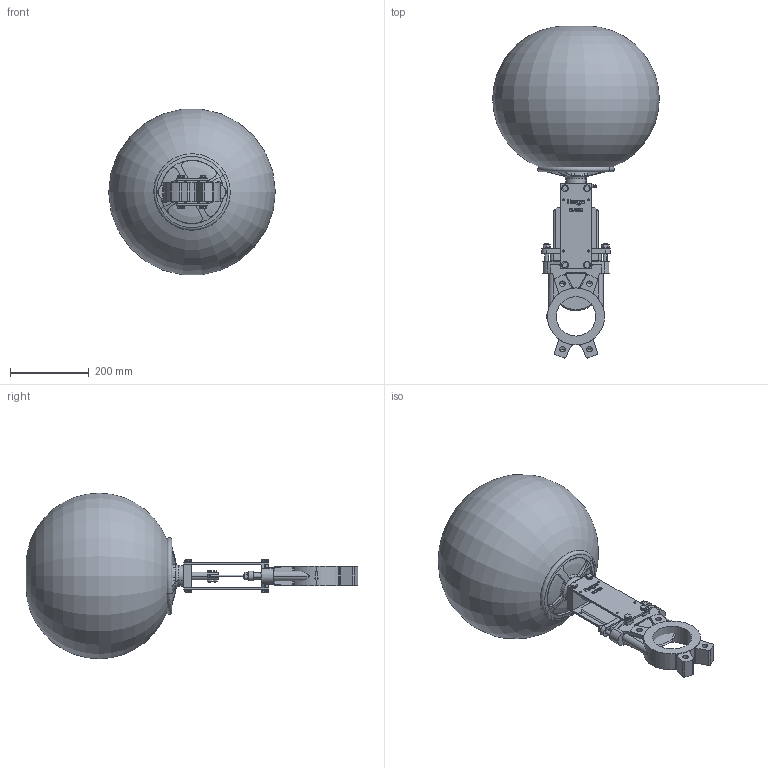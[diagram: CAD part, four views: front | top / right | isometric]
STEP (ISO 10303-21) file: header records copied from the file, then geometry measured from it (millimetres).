
FILE_DESCRIPTION (( 'STEP AP214' ), '1' );
FILE_NAME ('FM200-Plattenschieber-Stoffschieber-DN100-PN10-Handrad-Steigender-Spindel-Fergo.STEP', '2022-09-22T08:53:54', ( '' ), ( '' ), 'SwSTEP 2.0', 'SolidWorks 2022', '' );
FILE_SCHEMA (( 'AUTOMOTIVE_DESIGN' ));
Length unit declared in the file: millimetre
Products named in the file (1): FM200-Plattenschieber-Stoffschieber-DN100-PN10-Handrad-Steigender-Spindel-Fergo
Bounding box: 424 x 844.62 x 421.1 mm (x, y, z)
Volume: 38343462.3 mm3; surface area: 948015.7 mm2
Topology: 39 solids, 39 shells, 1427 faces, 3673 edges, 2358 vertices
Faces by surface type: cylinder 524, plane 451, bspline 235, torus 117, cone 100
Entity records: 80098 total; most frequent: CARTESIAN_POINT 44376, ORIENTED_EDGE 7282, DIRECTION 5600, EDGE_CURVE 3641, VERTEX_POINT 2358, AXIS2_PLACEMENT_3D 2060, EDGE_LOOP 1571, VECTOR 1480
